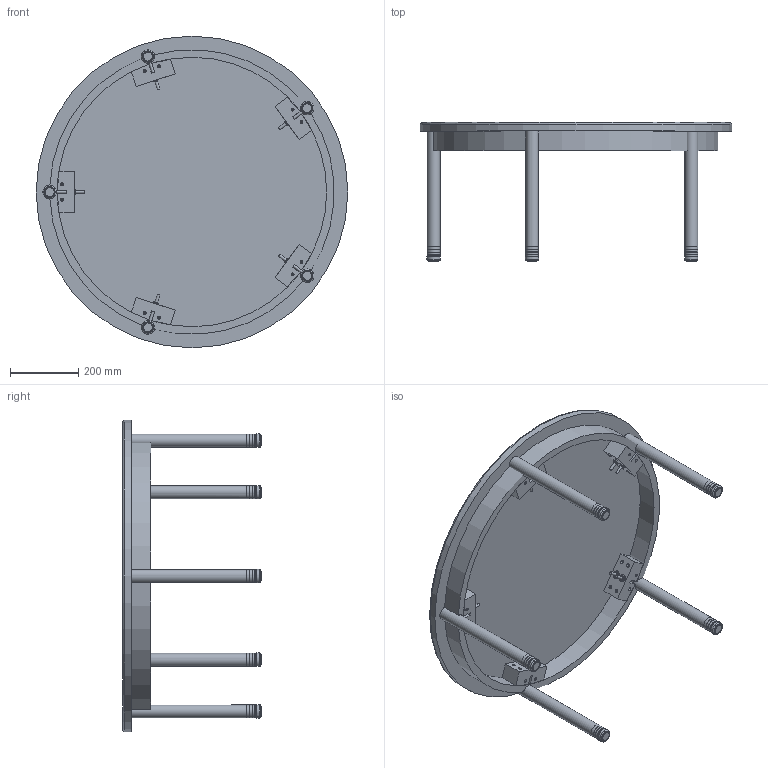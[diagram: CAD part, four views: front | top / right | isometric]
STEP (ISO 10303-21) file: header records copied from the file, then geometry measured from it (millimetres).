
FILE_DESCRIPTION(/* description */ (''),/* implementation_level */ '2;1');
FILE_NAME(/* name */ 'GR36R.stp',/* time_stamp */ '2018-05-22T16:20:25-04:00',/* author */ ('emehringer'),/* organization */ (''),/* preprocessor_version */ 'ST-DEVELOPER v16.13',/* originating_system */ 'Autodesk Inventor 2018',/* authorisation */ '');
FILE_SCHEMA (('AUTOMOTIVE_DESIGN { 1 0 10303 214 3 1 1 }'));
Length unit declared in the file: inch
Products named in the file (12): GR36R; KOT36R TOP; KOT36R TOP_1; GR36R APR ASM; GR36R-01; CB KOT36R; 10X2 PH; GRT 14.5-1; LEG CAP RD1.5; 5/16" WASHER; 5/16X.18 LK NUT; 8X2-1/4 QUAD DT
Assembly tree (73 placements, depth 3):
  GR36R
    KOT36R TOP
      KOT36R TOP_1
    GR36R APR ASM
      GR36R-01  x5
      CB KOT36R  x5
      10X2 PH  x20
    GRT 14.5-1  x5
    LEG CAP RD1.5  x5
    5/16X.18 LK NUT  x10
    5/16" WASHER  x10
    8X2-1/4 QUAD DT  x10
Bounding box: 914.4 x 407.62 x 914.4 mm (x, y, z)
Volume: 21990545.6 mm3; surface area: 2555566 mm2
Topology: 96 solids, 106 shells, 3739 faces, 8095 edges, 4653 vertices
Faces by surface type: cylinder 1071, plane 812, torus 756, bspline 600, cone 400, sphere 100
Full cylindrical faces by diameter (mm): 2.381 x10, 4.166 x10, 4.762 x20, 4.826 x20, 6.198 x5, 6.401 x20, 6.528 x5, 7.925 x15, 7.938 x10, 8.179 x10, 8.731 x10, 8.89 x10, 9.398 x10, 9.525 x20, 9.906 x10, 11.112 x10, 11.989 x10, 12.7 x10, 22.225 x10, 22.987 x10, 27.94 x5, 31.75 x5, 33.02 x5, 34.087 x20, 38.1 x5, 39.37 x5, 914.4 x1
Entity records: 23039 total; most frequent: CARTESIAN_POINT 10342, DIRECTION 2481, ORIENTED_EDGE 2420, EDGE_CURVE 1212, AXIS2_PLACEMENT_3D 1096, EDGE_LOOP 733, VERTEX_POINT 701, FACE_OUTER_BOUND 621
